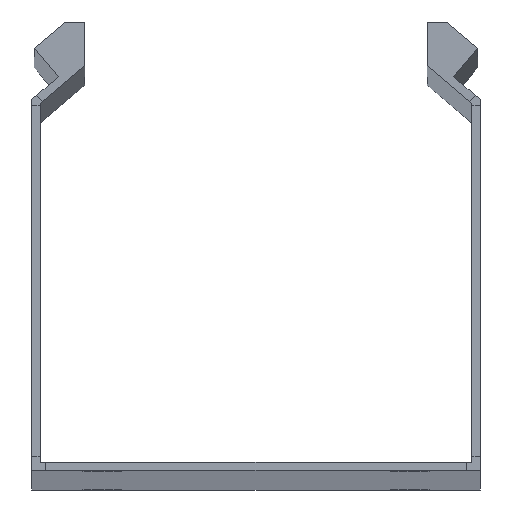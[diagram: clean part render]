
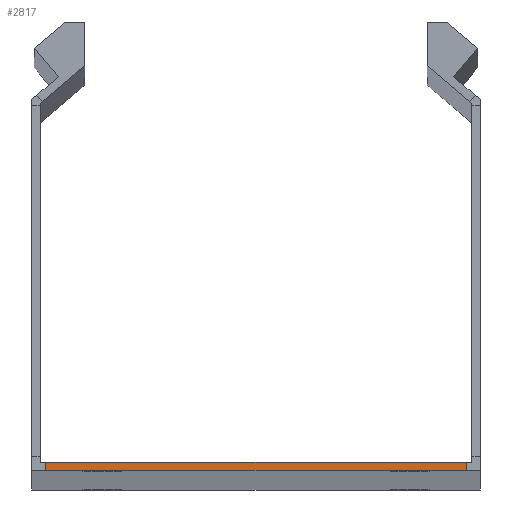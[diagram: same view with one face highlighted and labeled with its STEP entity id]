
A CAD part, top view. The second image highlights one B-rep face of the part: STEP entity #2817.
In plain terms, the highlighted planar face has unit normal (0, 0, 1).
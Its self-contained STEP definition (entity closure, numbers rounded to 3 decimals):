
#345 = EDGE_CURVE ( 'NONE', #1503, #5908, #4628, .T. ) ;
#374 = CARTESIAN_POINT ( 'NONE',  ( 37.5, 0., 1000. ) ) ;
#387 = CARTESIAN_POINT ( 'NONE',  ( -37.5, 0., 1000. ) ) ;
#395 = DIRECTION ( 'NONE',  ( 0., 1., 0. ) ) ;
#646 = LINE ( 'NONE', #1288, #3558 ) ;
#850 = VECTOR ( 'NONE', #395, 1000. ) ;
#853 = CARTESIAN_POINT ( 'NONE',  ( 37.5, 1.5, 1000. ) ) ;
#1211 = PLANE ( 'NONE',  #2465 ) ;
#1288 = CARTESIAN_POINT ( 'NONE',  ( -40., 0., 1000. ) ) ;
#1429 = CARTESIAN_POINT ( 'NONE',  ( -40., 1.5, 1000. ) ) ;
#1474 = CARTESIAN_POINT ( 'NONE',  ( -37.5, 1.5, 1000. ) ) ;
#1503 = VERTEX_POINT ( 'NONE', #5307 ) ;
#1600 = ORIENTED_EDGE ( 'NONE', *, *, #4659, .F. ) ;
#1648 = VERTEX_POINT ( 'NONE', #4556 ) ;
#1700 = DIRECTION ( 'NONE',  ( 1., 0., 0. ) ) ;
#2158 = LINE ( 'NONE', #1429, #2383 ) ;
#2383 = VECTOR ( 'NONE', #5558, 1000. ) ;
#2465 = AXIS2_PLACEMENT_3D ( 'NONE', #3572, #5376, #1700 ) ;
#2817 = ADVANCED_FACE ( 'NONE', ( #3412 ), #1211, .T. ) ;
#3412 = FACE_OUTER_BOUND ( 'NONE', #3691, .T. ) ;
#3418 = EDGE_CURVE ( 'NONE', #3709, #1503, #2158, .T. ) ;
#3558 = VECTOR ( 'NONE', #4006, 1000. ) ;
#3572 = CARTESIAN_POINT ( 'NONE',  ( 38.5, 2.5, 1000. ) ) ;
#3611 = LINE ( 'NONE', #374, #850 ) ;
#3691 = EDGE_LOOP ( 'NONE', ( #1600, #4964, #5114, #4984 ) ) ;
#3709 = VERTEX_POINT ( 'NONE', #853 ) ;
#4006 = DIRECTION ( 'NONE',  ( -1., 0., 0. ) ) ;
#4556 = CARTESIAN_POINT ( 'NONE',  ( 37.5, 0., 1000. ) ) ;
#4593 = DIRECTION ( 'NONE',  ( 0., -1., 0. ) ) ;
#4628 = LINE ( 'NONE', #1474, #5043 ) ;
#4659 = EDGE_CURVE ( 'NONE', #1648, #5908, #646, .T. ) ;
#4964 = ORIENTED_EDGE ( 'NONE', *, *, #5526, .T. ) ;
#4984 = ORIENTED_EDGE ( 'NONE', *, *, #345, .T. ) ;
#5043 = VECTOR ( 'NONE', #4593, 1000. ) ;
#5114 = ORIENTED_EDGE ( 'NONE', *, *, #3418, .T. ) ;
#5307 = CARTESIAN_POINT ( 'NONE',  ( -37.5, 1.5, 1000. ) ) ;
#5376 = DIRECTION ( 'NONE',  ( 0., 0., 1. ) ) ;
#5526 = EDGE_CURVE ( 'NONE', #1648, #3709, #3611, .T. ) ;
#5558 = DIRECTION ( 'NONE',  ( -1., 0., 0. ) ) ;
#5908 = VERTEX_POINT ( 'NONE', #387 ) ;
